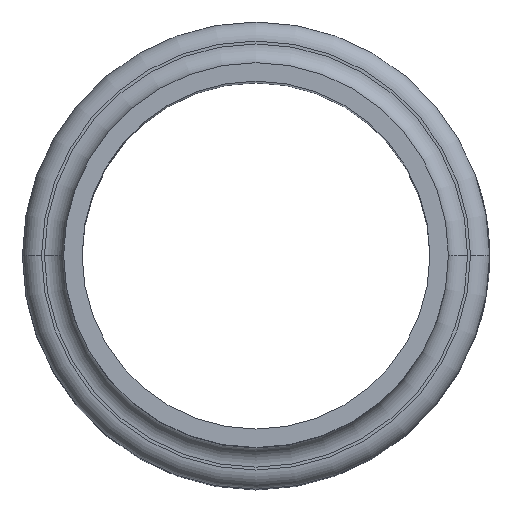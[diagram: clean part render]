
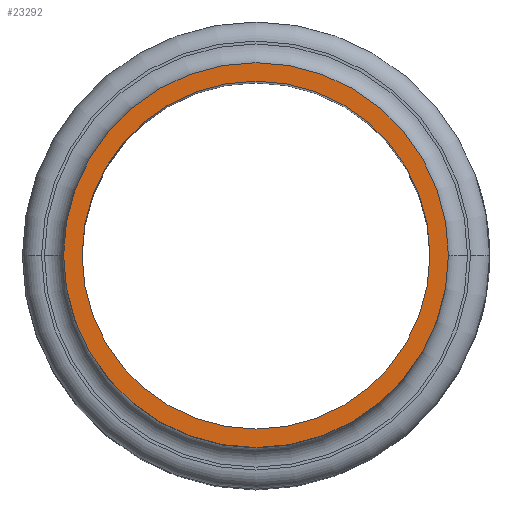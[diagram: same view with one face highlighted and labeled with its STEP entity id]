
A CAD part, top view. The second image highlights one B-rep face of the part: STEP entity #23292.
In plain terms, the highlighted planar face has unit normal (0, 0, 1).
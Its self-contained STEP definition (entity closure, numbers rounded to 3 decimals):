
#365 = AXIS2_PLACEMENT_3D ( 'NONE', #8265, #8556, #1429 ) ;
#649 = EDGE_CURVE ( 'NONE', #1274, #9324, #28539, .T. ) ;
#1274 = VERTEX_POINT ( 'NONE', #8908 ) ;
#1429 = DIRECTION ( 'NONE',  ( -1., 0., 0. ) ) ;
#1467 = DIRECTION ( 'NONE',  ( 1., 0., 0. ) ) ;
#2062 = AXIS2_PLACEMENT_3D ( 'NONE', #7103, #18600, #24851 ) ;
#3152 = AXIS2_PLACEMENT_3D ( 'NONE', #15966, #6659, #15542 ) ;
#3565 = AXIS2_PLACEMENT_3D ( 'NONE', #3789, #6269, #1467 ) ;
#3789 = CARTESIAN_POINT ( 'NONE',  ( 0., 0., 0. ) ) ;
#3851 = EDGE_CURVE ( 'NONE', #20077, #25781, #16661, .T. ) ;
#3892 = FACE_OUTER_BOUND ( 'NONE', #6682, .T. ) ;
#5363 = CARTESIAN_POINT ( 'NONE',  ( 30.15, 0., 0. ) ) ;
#5912 = CIRCLE ( 'NONE', #3565, 27.25 ) ;
#6269 = DIRECTION ( 'NONE',  ( 0., 0., 1. ) ) ;
#6595 = CARTESIAN_POINT ( 'NONE',  ( 0., 0., 0. ) ) ;
#6659 = DIRECTION ( 'NONE',  ( 0., 0., 1. ) ) ;
#6682 = EDGE_LOOP ( 'NONE', ( #25681, #24436 ) ) ;
#7103 = CARTESIAN_POINT ( 'NONE',  ( 0., 0., 0. ) ) ;
#8265 = CARTESIAN_POINT ( 'NONE',  ( 0., 28.25, 0. ) ) ;
#8556 = DIRECTION ( 'NONE',  ( 0., 0., -1. ) ) ;
#8908 = CARTESIAN_POINT ( 'NONE',  ( -27.25, 0., 0. ) ) ;
#9324 = VERTEX_POINT ( 'NONE', #22168 ) ;
#12938 = AXIS2_PLACEMENT_3D ( 'NONE', #6595, #22010, #19393 ) ;
#14431 = ORIENTED_EDGE ( 'NONE', *, *, #20788, .F. ) ;
#15542 = DIRECTION ( 'NONE',  ( 1., 0., 0. ) ) ;
#15712 = CIRCLE ( 'NONE', #3152, 30.15 ) ;
#15966 = CARTESIAN_POINT ( 'NONE',  ( 0., 0., 0. ) ) ;
#16661 = CIRCLE ( 'NONE', #12938, 30.15 ) ;
#18600 = DIRECTION ( 'NONE',  ( 0., 0., 1. ) ) ;
#19169 = CARTESIAN_POINT ( 'NONE',  ( -30.15, 0., 0. ) ) ;
#19393 = DIRECTION ( 'NONE',  ( 1., 0., 0. ) ) ;
#20077 = VERTEX_POINT ( 'NONE', #5363 ) ;
#20788 = EDGE_CURVE ( 'NONE', #9324, #1274, #5912, .T. ) ;
#22010 = DIRECTION ( 'NONE',  ( 0., 0., 1. ) ) ;
#22168 = CARTESIAN_POINT ( 'NONE',  ( 27.25, 0., 0. ) ) ;
#23292 = ADVANCED_FACE ( 'NONE', ( #26438, #3892 ), #28473, .F. ) ;
#23407 = EDGE_CURVE ( 'NONE', #25781, #20077, #15712, .T. ) ;
#24417 = EDGE_LOOP ( 'NONE', ( #14431, #26228 ) ) ;
#24436 = ORIENTED_EDGE ( 'NONE', *, *, #23407, .T. ) ;
#24851 = DIRECTION ( 'NONE',  ( 1., 0., 0. ) ) ;
#25681 = ORIENTED_EDGE ( 'NONE', *, *, #3851, .T. ) ;
#25781 = VERTEX_POINT ( 'NONE', #19169 ) ;
#26228 = ORIENTED_EDGE ( 'NONE', *, *, #649, .F. ) ;
#26438 = FACE_BOUND ( 'NONE', #24417, .T. ) ;
#28473 = PLANE ( 'NONE',  #365 ) ;
#28539 = CIRCLE ( 'NONE', #2062, 27.25 ) ;
